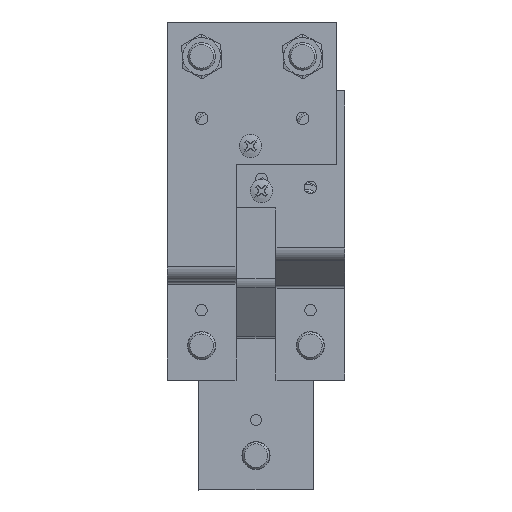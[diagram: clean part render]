
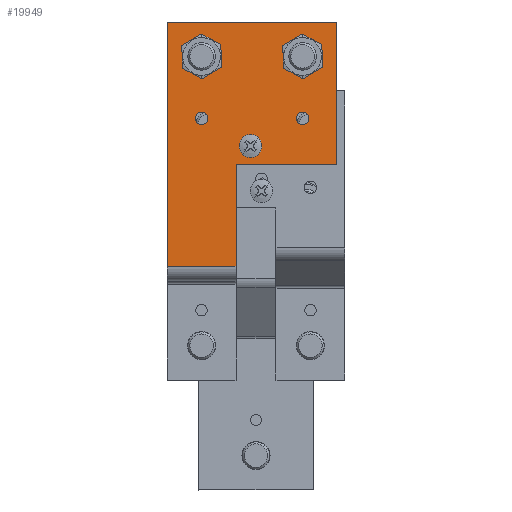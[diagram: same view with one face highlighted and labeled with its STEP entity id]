
A CAD part, front view. The second image highlights one B-rep face of the part: STEP entity #19949.
In plain terms, the highlighted face is planar.
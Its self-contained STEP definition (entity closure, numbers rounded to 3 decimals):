
#17904=DIRECTION('',(-1.,0.,0.));
#17905=VECTOR('',#17904,106.5);
#17906=CARTESIAN_POINT('',(31.,-37.,0.));
#17907=LINE('',#17906,#17905);
#17978=DIRECTION('',(1.,0.,0.));
#17979=VECTOR('',#17978,44.5);
#17980=CARTESIAN_POINT('',(-75.5,-7.,0.));
#17981=LINE('',#17980,#17979);
#18178=DIRECTION('',(0.,1.,0.));
#18179=VECTOR('',#18178,30.);
#18180=CARTESIAN_POINT('',(-75.5,-37.,0.));
#18181=LINE('',#18180,#18179);
#18192=DIRECTION('',(0.,1.,0.));
#18193=VECTOR('',#18192,74.);
#18194=CARTESIAN_POINT('',(31.,-37.,0.));
#18195=LINE('',#18194,#18193);
#18199=DIRECTION('',(-1.,0.,0.));
#18200=VECTOR('',#18199,62.);
#18201=CARTESIAN_POINT('',(31.,37.,0.));
#18202=LINE('',#18201,#18200);
#18206=DIRECTION('',(0.,-1.,0.));
#18207=VECTOR('',#18206,44.);
#18208=CARTESIAN_POINT('',(-31.,37.,0.));
#18209=LINE('',#18208,#18207);
#18213=CARTESIAN_POINT('',(16.,22.,0.));
#18214=DIRECTION('',(0.,0.,-1.));
#18215=DIRECTION('',(-1.,0.,0.));
#18216=AXIS2_PLACEMENT_3D('',#18213,#18214,#18215);
#18221=CARTESIAN_POINT('',(16.,22.,0.));
#18222=DIRECTION('',(0.,0.,-1.));
#18223=DIRECTION('',(1.,0.,0.));
#18224=AXIS2_PLACEMENT_3D('',#18221,#18222,#18223);
#18229=CARTESIAN_POINT('',(-11.,22.,0.));
#18230=DIRECTION('',(0.,0.,-1.));
#18231=DIRECTION('',(-1.,0.,0.));
#18232=AXIS2_PLACEMENT_3D('',#18229,#18230,#18231);
#18237=CARTESIAN_POINT('',(-11.,22.,0.));
#18238=DIRECTION('',(0.,0.,-1.));
#18239=DIRECTION('',(1.,0.,0.));
#18240=AXIS2_PLACEMENT_3D('',#18237,#18238,#18239);
#18245=CARTESIAN_POINT('',(-11.,-22.,0.));
#18246=DIRECTION('',(0.,0.,-1.));
#18247=DIRECTION('',(-1.,0.,0.));
#18248=AXIS2_PLACEMENT_3D('',#18245,#18246,#18247);
#18253=CARTESIAN_POINT('',(-11.,-22.,0.));
#18254=DIRECTION('',(0.,0.,-1.));
#18255=DIRECTION('',(1.,0.,0.));
#18256=AXIS2_PLACEMENT_3D('',#18253,#18254,#18255);
#18261=CARTESIAN_POINT('',(16.,-22.,0.));
#18262=DIRECTION('',(0.,0.,-1.));
#18263=DIRECTION('',(-1.,0.,0.));
#18264=AXIS2_PLACEMENT_3D('',#18261,#18262,#18263);
#18269=CARTESIAN_POINT('',(16.,-22.,0.));
#18270=DIRECTION('',(0.,0.,-1.));
#18271=DIRECTION('',(1.,0.,0.));
#18272=AXIS2_PLACEMENT_3D('',#18269,#18270,#18271);
#18277=DIRECTION('',(1.,0.,0.));
#18278=VECTOR('',#18277,3.);
#18279=CARTESIAN_POINT('',(-24.4,1.856,0.));
#18280=LINE('',#18279,#18278);
#18284=CARTESIAN_POINT('',(-21.4,-0.744,0.));
#18285=DIRECTION('',(0.,0.,-1.));
#18286=DIRECTION('',(0.,1.,0.));
#18287=AXIS2_PLACEMENT_3D('',#18284,#18285,#18286);
#18292=CARTESIAN_POINT('',(-21.4,-0.744,0.));
#18293=DIRECTION('',(0.,0.,-1.));
#18294=DIRECTION('',(1.,0.,0.));
#18295=AXIS2_PLACEMENT_3D('',#18292,#18293,#18294);
#18300=DIRECTION('',(-1.,0.,0.));
#18301=VECTOR('',#18300,3.);
#18302=CARTESIAN_POINT('',(-21.4,-3.344,0.));
#18303=LINE('',#18302,#18301);
#18307=CARTESIAN_POINT('',(-24.4,-0.744,0.));
#18308=DIRECTION('',(0.,0.,-1.));
#18309=DIRECTION('',(0.,-1.,0.));
#18310=AXIS2_PLACEMENT_3D('',#18307,#18308,#18309);
#18315=CARTESIAN_POINT('',(-24.4,-0.744,0.));
#18316=DIRECTION('',(0.,0.,-1.));
#18317=DIRECTION('',(-1.,0.,0.));
#18318=AXIS2_PLACEMENT_3D('',#18315,#18316,#18317);
#19307=CARTESIAN_POINT('',(-24.4,1.856,0.));
#19308=VERTEX_POINT('',#19307);
#19309=CARTESIAN_POINT('',(-27.,-0.744,0.));
#19310=VERTEX_POINT('',#19309);
#19311=CARTESIAN_POINT('',(-24.4,-3.344,0.));
#19312=VERTEX_POINT('',#19311);
#19313=CARTESIAN_POINT('',(-21.4,1.856,0.));
#19314=VERTEX_POINT('',#19313);
#19315=CARTESIAN_POINT('',(-21.4,-3.344,0.));
#19316=VERTEX_POINT('',#19315);
#19317=CARTESIAN_POINT('',(-18.8,-0.744,0.));
#19318=VERTEX_POINT('',#19317);
#19319=CARTESIAN_POINT('',(31.,-37.,0.));
#19320=CARTESIAN_POINT('',(-75.5,-37.,0.));
#19321=VERTEX_POINT('',#19319);
#19322=VERTEX_POINT('',#19320);
#19323=CARTESIAN_POINT('',(31.,37.,0.));
#19324=VERTEX_POINT('',#19323);
#19325=CARTESIAN_POINT('',(-31.,37.,0.));
#19326=VERTEX_POINT('',#19325);
#19327=CARTESIAN_POINT('',(-31.,-7.,0.));
#19328=VERTEX_POINT('',#19327);
#19329=CARTESIAN_POINT('',(-75.5,-7.,0.));
#19330=VERTEX_POINT('',#19329);
#19331=CARTESIAN_POINT('',(8.7,22.,0.));
#19332=CARTESIAN_POINT('',(23.3,22.,0.));
#19333=VERTEX_POINT('',#19331);
#19334=VERTEX_POINT('',#19332);
#19335=CARTESIAN_POINT('',(-13.75,22.,0.));
#19336=CARTESIAN_POINT('',(-8.25,22.,0.));
#19337=VERTEX_POINT('',#19335);
#19338=VERTEX_POINT('',#19336);
#19339=CARTESIAN_POINT('',(-13.75,-22.,0.));
#19340=CARTESIAN_POINT('',(-8.25,-22.,0.));
#19341=VERTEX_POINT('',#19339);
#19342=VERTEX_POINT('',#19340);
#19343=CARTESIAN_POINT('',(8.7,-22.,0.));
#19344=CARTESIAN_POINT('',(23.3,-22.,0.));
#19345=VERTEX_POINT('',#19343);
#19346=VERTEX_POINT('',#19344);
#19895=CARTESIAN_POINT('',(0.,0.,0.));
#19896=DIRECTION('',(0.,0.,-1.));
#19897=DIRECTION('',(-1.,0.,0.));
#19898=AXIS2_PLACEMENT_3D('',#19895,#19896,#19897);
#19899=PLANE('',#19898);
#19900=ORIENTED_EDGE('',*,*,#19660,.F.);
#19902=ORIENTED_EDGE('',*,*,#19901,.T.);
#19904=ORIENTED_EDGE('',*,*,#19903,.T.);
#19906=ORIENTED_EDGE('',*,*,#19905,.T.);
#19907=ORIENTED_EDGE('',*,*,#19702,.F.);
#19908=ORIENTED_EDGE('',*,*,#19887,.F.);
#19909=EDGE_LOOP('',(#19900,#19902,#19904,#19906,#19907,#19908));
#19910=FACE_OUTER_BOUND('',#19909,.F.);
#19912=ORIENTED_EDGE('',*,*,#19911,.T.);
#19914=ORIENTED_EDGE('',*,*,#19913,.T.);
#19915=EDGE_LOOP('',(#19912,#19914));
#19916=FACE_BOUND('',#19915,.F.);
#19918=ORIENTED_EDGE('',*,*,#19917,.T.);
#19920=ORIENTED_EDGE('',*,*,#19919,.T.);
#19921=EDGE_LOOP('',(#19918,#19920));
#19922=FACE_BOUND('',#19921,.F.);
#19924=ORIENTED_EDGE('',*,*,#19923,.T.);
#19926=ORIENTED_EDGE('',*,*,#19925,.T.);
#19927=EDGE_LOOP('',(#19924,#19926));
#19928=FACE_BOUND('',#19927,.F.);
#19930=ORIENTED_EDGE('',*,*,#19929,.T.);
#19932=ORIENTED_EDGE('',*,*,#19931,.T.);
#19933=EDGE_LOOP('',(#19930,#19932));
#19934=FACE_BOUND('',#19933,.F.);
#19936=ORIENTED_EDGE('',*,*,#19935,.T.);
#19938=ORIENTED_EDGE('',*,*,#19937,.T.);
#19940=ORIENTED_EDGE('',*,*,#19939,.T.);
#19942=ORIENTED_EDGE('',*,*,#19941,.T.);
#19944=ORIENTED_EDGE('',*,*,#19943,.T.);
#19946=ORIENTED_EDGE('',*,*,#19945,.T.);
#19947=EDGE_LOOP('',(#19936,#19938,#19940,#19942,#19944,#19946));
#19948=FACE_BOUND('',#19947,.F.);
#18217=CIRCLE('',#18216,7.3);
#18225=CIRCLE('',#18224,7.3);
#18233=CIRCLE('',#18232,2.75);
#18241=CIRCLE('',#18240,2.75);
#18249=CIRCLE('',#18248,2.75);
#18257=CIRCLE('',#18256,2.75);
#18265=CIRCLE('',#18264,7.3);
#18273=CIRCLE('',#18272,7.3);
#18288=CIRCLE('',#18287,2.6);
#18296=CIRCLE('',#18295,2.6);
#18311=CIRCLE('',#18310,2.6);
#18319=CIRCLE('',#18318,2.6);
#19660=EDGE_CURVE('',#19321,#19322,#17907,.T.);
#19702=EDGE_CURVE('',#19330,#19328,#17981,.T.);
#19887=EDGE_CURVE('',#19322,#19330,#18181,.T.);
#19901=EDGE_CURVE('',#19321,#19324,#18195,.T.);
#19903=EDGE_CURVE('',#19324,#19326,#18202,.T.);
#19905=EDGE_CURVE('',#19326,#19328,#18209,.T.);
#19911=EDGE_CURVE('',#19333,#19334,#18217,.T.);
#19913=EDGE_CURVE('',#19334,#19333,#18225,.T.);
#19917=EDGE_CURVE('',#19337,#19338,#18233,.T.);
#19919=EDGE_CURVE('',#19338,#19337,#18241,.T.);
#19923=EDGE_CURVE('',#19341,#19342,#18249,.T.);
#19925=EDGE_CURVE('',#19342,#19341,#18257,.T.);
#19929=EDGE_CURVE('',#19345,#19346,#18265,.T.);
#19931=EDGE_CURVE('',#19346,#19345,#18273,.T.);
#19935=EDGE_CURVE('',#19308,#19314,#18280,.T.);
#19937=EDGE_CURVE('',#19314,#19318,#18288,.T.);
#19939=EDGE_CURVE('',#19318,#19316,#18296,.T.);
#19941=EDGE_CURVE('',#19316,#19312,#18303,.T.);
#19943=EDGE_CURVE('',#19312,#19310,#18311,.T.);
#19945=EDGE_CURVE('',#19310,#19308,#18319,.T.);
#19949=ADVANCED_FACE('',(#19910,#19916,#19922,#19928,#19934,#19948),#19899,.T.);
